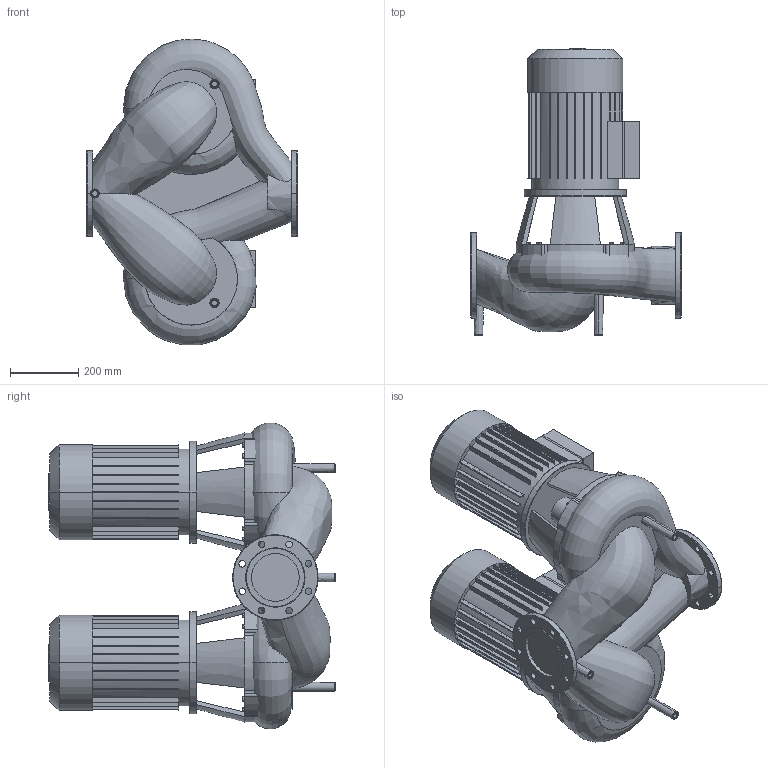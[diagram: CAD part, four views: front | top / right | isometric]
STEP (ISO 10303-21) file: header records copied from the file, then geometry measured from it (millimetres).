
FILE_DESCRIPTION((''),'2;1');
FILE_NAME('3d_DL125_220-5_5_4-2120982.stp','2016-05-24T12:45:10',(''),(''),'Mechanical Desktop 2009','Mechanical Desktop 2009',', , ');
FILE_SCHEMA(('CONFIG_CONTROL_DESIGN'));
Length unit declared in the file: millimetre
Products named in the file (1): Product
Bounding box: 620 x 838 x 895.75 mm (x, y, z)
Volume: 120629084.5 mm3; surface area: 4104104 mm2
Topology: 17 solids, 17 shells, 687 faces, 1875 edges, 1244 vertices
Faces by surface type: bspline 291, plane 218, cylinder 160, cone 14, torus 4
Entity records: 42480 total; most frequent: CARTESIAN_POINT 25578, ORIENTED_EDGE 3742, DIRECTION 3114, EDGE_CURVE 1871, VERTEX_POINT 1242, VECTOR 1040, LINE 1040, AXIS2_PLACEMENT_3D 1037
